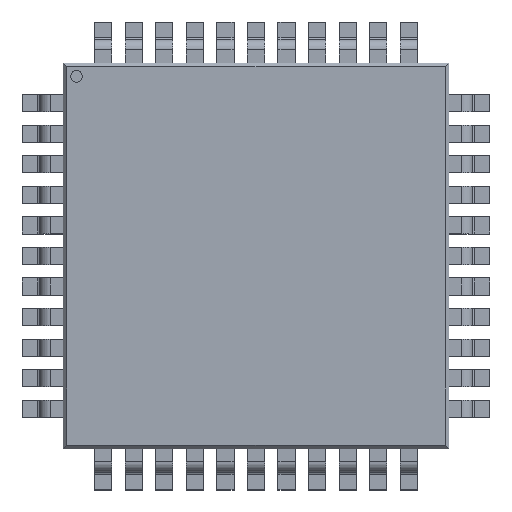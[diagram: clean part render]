
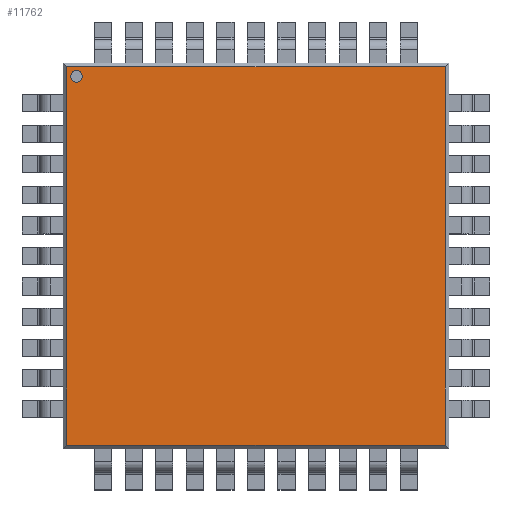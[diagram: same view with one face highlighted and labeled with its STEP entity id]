
A CAD part, top view. The second image highlights one B-rep face of the part: STEP entity #11762.
In plain terms, the highlighted planar face has unit normal (0, 0, 1).
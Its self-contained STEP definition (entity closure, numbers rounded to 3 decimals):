
#36=FACE_BOUND('',#1777,.T.);
#412=CIRCLE('',#12694,0.15);
#1170=FACE_OUTER_BOUND('',#1776,.T.);
#1776=EDGE_LOOP('',(#10095,#10096,#10097,#10098));
#1777=EDGE_LOOP('',(#10099));
#3036=LINE('',#19060,#4289);
#3041=LINE('',#19070,#4294);
#3043=LINE('',#19074,#4296);
#3046=LINE('',#19079,#4299);
#4289=VECTOR('',#15799,1.);
#4294=VECTOR('',#15806,1.);
#4296=VECTOR('',#15810,1.);
#4299=VECTOR('',#15815,1.);
#5366=VERTEX_POINT('',#19053);
#5367=VERTEX_POINT('',#19058);
#5368=VERTEX_POINT('',#19059);
#5372=VERTEX_POINT('',#19069);
#5373=VERTEX_POINT('',#19073);
#6965=EDGE_CURVE('',#5366,#5366,#412,.T.);
#6966=EDGE_CURVE('',#5367,#5368,#3036,.T.);
#6971=EDGE_CURVE('',#5368,#5372,#3041,.T.);
#6973=EDGE_CURVE('',#5373,#5367,#3043,.T.);
#6976=EDGE_CURVE('',#5372,#5373,#3046,.T.);
#10095=ORIENTED_EDGE('',*,*,#6966,.F.);
#10096=ORIENTED_EDGE('',*,*,#6973,.F.);
#10097=ORIENTED_EDGE('',*,*,#6976,.F.);
#10098=ORIENTED_EDGE('',*,*,#6971,.F.);
#10099=ORIENTED_EDGE('',*,*,#6965,.T.);
#10603=PLANE('',#12702);
#11762=ADVANCED_FACE('',(#1170,#36),#10603,.T.);
#12694=AXIS2_PLACEMENT_3D('',#19055,#15793,#15794);
#12702=AXIS2_PLACEMENT_3D('',#19091,#15826,#15827);
#15793=DIRECTION('center_axis',(0.,0.,-1.));
#15794=DIRECTION('ref_axis',(1.,0.,0.));
#15799=DIRECTION('',(0.,-1.,0.));
#15806=DIRECTION('',(-1.,0.,0.));
#15810=DIRECTION('',(1.,0.,0.));
#15815=DIRECTION('',(0.,1.,0.));
#15826=DIRECTION('center_axis',(0.,0.,1.));
#15827=DIRECTION('ref_axis',(1.,0.,0.));
#19053=CARTESIAN_POINT('',(-4.85,4.7,1.2));
#19055=CARTESIAN_POINT('Origin',(-4.7,4.7,1.2));
#19058=CARTESIAN_POINT('',(4.95,4.95,1.2));
#19059=CARTESIAN_POINT('',(4.95,-4.95,1.2));
#19060=CARTESIAN_POINT('',(4.95,0.,1.2));
#19069=CARTESIAN_POINT('',(-4.95,-4.95,1.2));
#19070=CARTESIAN_POINT('',(0.,-4.95,1.2));
#19073=CARTESIAN_POINT('',(-4.95,4.95,1.2));
#19074=CARTESIAN_POINT('',(0.,4.95,1.2));
#19079=CARTESIAN_POINT('',(-4.95,0.,1.2));
#19091=CARTESIAN_POINT('Origin',(0.,0.,1.2));
